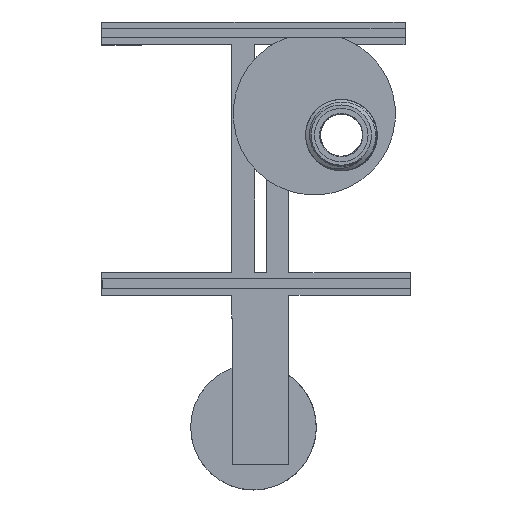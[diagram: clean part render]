
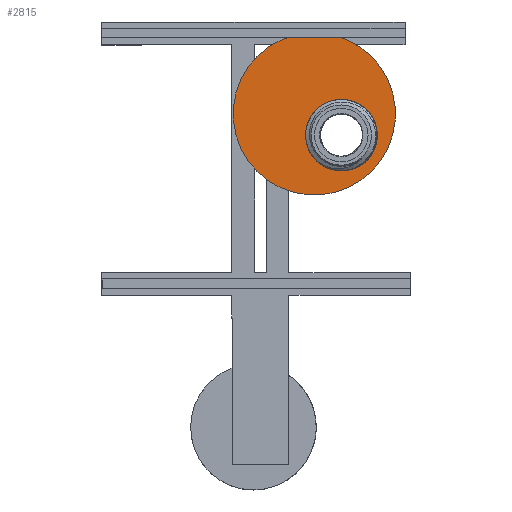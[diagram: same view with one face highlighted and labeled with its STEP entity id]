
A CAD part, top view. The second image highlights one B-rep face of the part: STEP entity #2815.
In plain terms, the highlighted planar face has unit normal (0, 0, 1).
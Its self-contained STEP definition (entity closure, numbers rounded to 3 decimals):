
#112=FACE_BOUND('',#433,.T.);
#133=CIRCLE('',#2999,7.126);
#136=CIRCLE('',#3005,2.65);
#262=FACE_OUTER_BOUND('',#432,.T.);
#432=EDGE_LOOP('',(#2342));
#433=EDGE_LOOP('',(#2343));
#1287=VERTEX_POINT('',#4276);
#1298=VERTEX_POINT('',#6778);
#1631=EDGE_CURVE('',#1287,#1287,#133,.T.);
#1645=EDGE_CURVE('',#1298,#1298,#136,.T.);
#2342=ORIENTED_EDGE('',*,*,#1631,.T.);
#2343=ORIENTED_EDGE('',*,*,#1645,.T.);
#2666=PLANE('',#3025);
#2815=ADVANCED_FACE('',(#262,#112),#2666,.F.);
#2999=AXIS2_PLACEMENT_3D('',#4277,#3524,#3525);
#3005=AXIS2_PLACEMENT_3D('',#6779,#3537,#3538);
#3025=AXIS2_PLACEMENT_3D('',#9250,#3584,#3585);
#3524=DIRECTION('center_axis',(0.,0.,
1.));
#3525=DIRECTION('ref_axis',(0.574,-0.819,0.));
#3537=DIRECTION('center_axis',(0.,0.,
-1.));
#3538=DIRECTION('ref_axis',(0.819,0.574,0.));
#3584=DIRECTION('center_axis',(0.,0.,
-1.));
#3585=DIRECTION('ref_axis',(0.574,-0.819,0.));
#4276=CARTESIAN_POINT('',(0.642,1.614,3.269));
#4277=CARTESIAN_POINT('Origin',(4.729,-4.223,3.269));
#6778=CARTESIAN_POINT('',(4.957,-7.613,3.269));
#6779=CARTESIAN_POINT('Origin',(7.128,-6.093,3.269));
#9250=CARTESIAN_POINT('Origin',(4.729,-4.223,3.269));
